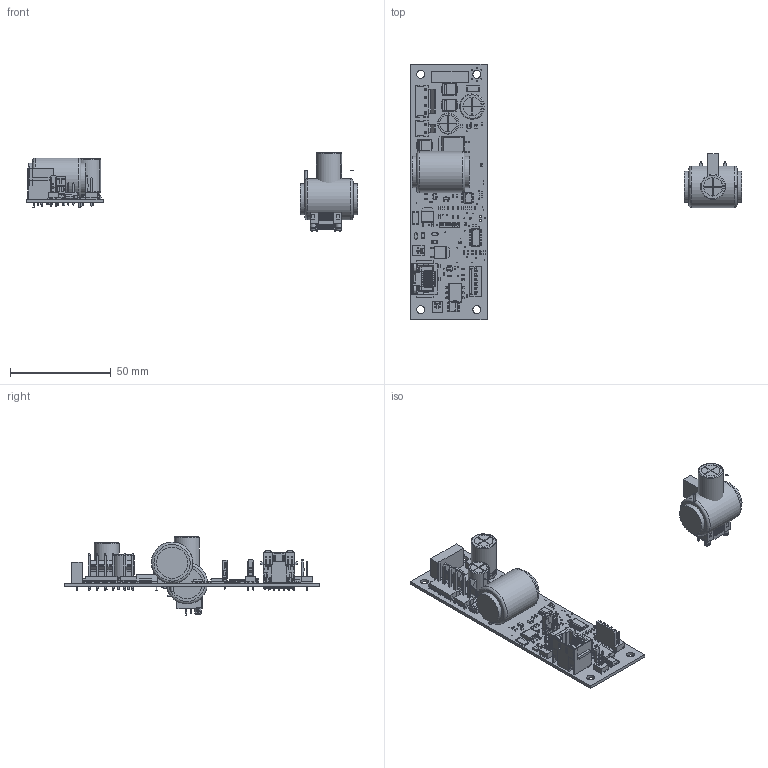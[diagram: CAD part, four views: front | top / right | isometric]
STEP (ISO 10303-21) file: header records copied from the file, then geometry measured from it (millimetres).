
FILE_DESCRIPTION((''),'1');
FILE_NAME('042D440-01.stp', '2020-09-01T15:08:40',(''), (''), 'KCM Version 1.1.0.0', 'KeyCreator', '');
FILE_SCHEMA(('AUTOMOTIVE_DESIGN'));
Length unit declared in the file: millimetre
Products named in the file (31): sod-123f[sod-123f]; 44108[44108]; res_1206[res_1206]; res_0805[res_0805]; res_0603[res_0603]; sot23[sot23]; d2pak[d2pak]; dpak[dpak]; 56106B[56106B]; MLX022292061[MLX022292061]; 44344[44344]; MLX022292021[MLX022292021]; MLX022284043[MLX022284043]; MLX026604020[MLX026604020]; MLX026604040[MLX026604040]; soic-14_150mil[soic-14_150mil]; sdip-6[sdip-6]; sot23-5[sot23-5]; sot23-6[sot23-6]; soic-8_150mil_1[soic-8_150mil]; soic-8_150mil[soic-8_150mil]; res_2512_1[res_2512]; res_2512[res_2512]; smc[smc]; cappr-5_10.5h14[cappr-5_10.5h14]; cappr-5_12.5h20[cappr-5_12.5h20]; cap_0603[cap_0603]; 23302[23302]; cap_1206[cap_1206]; Board_41442-0[Board_41442-0]
Bounding box: 164.59 x 127 x 38.89 mm (x, y, z)
Volume: 46913.8 mm3; surface area: 47111.4 mm2
Topology: 198 solids, 240 shells, 8471 faces, 21914 edges, 13860 vertices
Faces by surface type: plane 6316, cylinder 1393, bspline 550, torus 116, sphere 84, cone 12
Full cylindrical faces by diameter (mm): 0.356 x12, 0.4 x4, 0.457 x76, 0.5 x2, 0.6 x8, 0.813 x4, 0.889 x16, 0.914 x8, 0.991 x6, 1.016 x28, 1.067 x4, 1.168 x4, 1.702 x16, 3.251 x4, 3.962 x8, 8.4 x4, 9.2 x4, 9.6 x2, 10.5 x4, 15.494 x4, 20.574 x2
Entity records: 124422 total; most frequent: CARTESIAN_POINT 33551, ORIENTED_EDGE 16852, DIRECTION 14604, EDGE_CURVE 8486, VECTOR 5780, LINE 5780, VERTEX_POINT 5445, AXIS2_PLACEMENT_3D 4412
